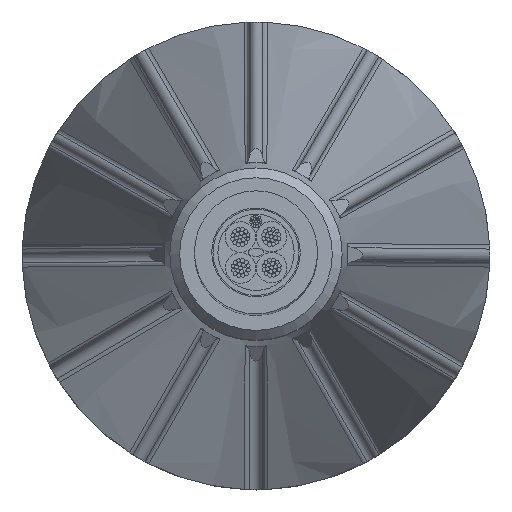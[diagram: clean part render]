
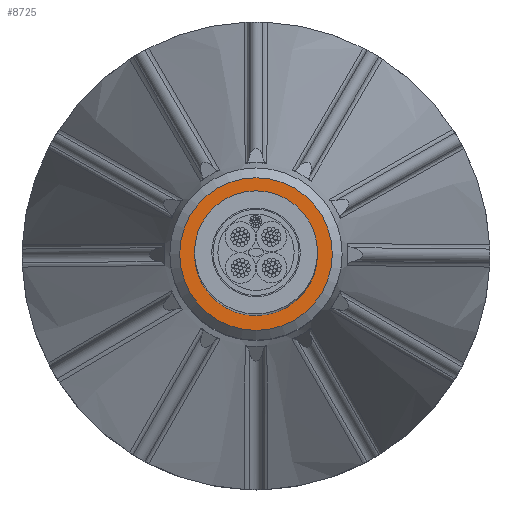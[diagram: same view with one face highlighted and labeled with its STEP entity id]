
A CAD part, top view. The second image highlights one B-rep face of the part: STEP entity #8725.
In plain terms, the highlighted planar face has unit normal (0, 0, 1).
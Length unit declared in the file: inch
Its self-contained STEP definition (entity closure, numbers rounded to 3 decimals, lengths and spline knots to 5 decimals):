
#932=FACE_BOUND('',#3091,.T.);
#1323=CIRCLE('',#9612,0.125);
#1365=CIRCLE('',#9765,0.155);
#1800=PLANE('',#9788);
#2355=FACE_OUTER_BOUND('',#3090,.T.);
#3090=EDGE_LOOP('',(#7032));
#3091=EDGE_LOOP('',(#7033));
#3793=VERTEX_POINT('',#13687);
#4064=VERTEX_POINT('',#18180);
#4680=EDGE_CURVE('',#3793,#3793,#1323,.T.);
#5027=EDGE_CURVE('',#4064,#4064,#1365,.T.);
#7032=ORIENTED_EDGE('',*,*,#5027,.F.);
#7033=ORIENTED_EDGE('',*,*,#4680,.T.);
#8725=ADVANCED_FACE('',(#2355,#932),#1800,.T.);
#9612=AXIS2_PLACEMENT_3D('',#13688,#11528,#11529);
#9765=AXIS2_PLACEMENT_3D('',#18181,#11976,#11977);
#9788=AXIS2_PLACEMENT_3D('',#18265,#12042,#12043);
#11528=DIRECTION('center_axis',(0.,0.,
-1.));
#11529=DIRECTION('ref_axis',(-1.,-0.01,0.));
#11976=DIRECTION('center_axis',(0.,0.,
-1.));
#11977=DIRECTION('ref_axis',(-1.,0.,0.));
#12042=DIRECTION('center_axis',(0.,0.,
1.));
#12043=DIRECTION('ref_axis',(0.,-1.,0.));
#13687=CARTESIAN_POINT('',(0.12499,0.00123,2.57227));
#13688=CARTESIAN_POINT('Origin',(0.,0.,
2.57227));
#18180=CARTESIAN_POINT('',(0.155,0.,2.57227));
#18181=CARTESIAN_POINT('Origin',(0.,0.,
2.57227));
#18265=CARTESIAN_POINT('Origin',(0.0875,0.,
2.57227));
